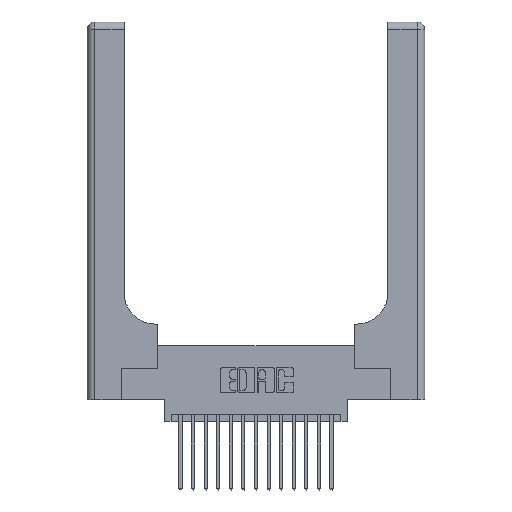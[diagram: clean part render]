
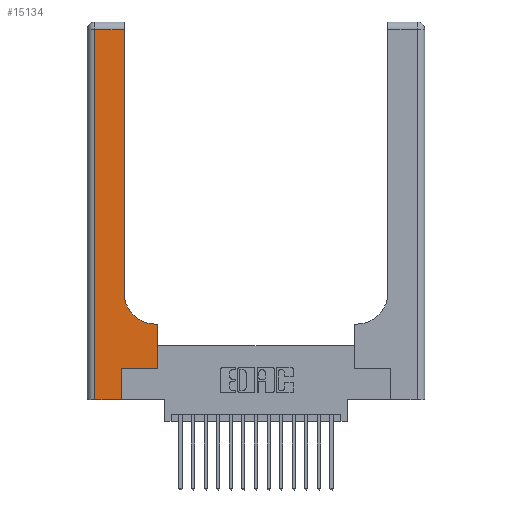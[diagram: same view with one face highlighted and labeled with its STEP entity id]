
A CAD part, top view. The second image highlights one B-rep face of the part: STEP entity #15134.
In plain terms, the highlighted planar face has unit normal (0, 0, 1).
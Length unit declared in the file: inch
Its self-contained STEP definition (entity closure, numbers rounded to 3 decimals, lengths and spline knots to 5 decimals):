
#217 = VERTEX_POINT ( 'NONE', #17251 ) ;
#368 = VECTOR ( 'NONE', #12414, 39.37008 ) ;
#470 = EDGE_CURVE ( 'NONE', #10365, #16725, #15386, .T. ) ;
#644 = DIRECTION ( 'NONE',  ( 1., 0., 0. ) ) ;
#955 = CARTESIAN_POINT ( 'NONE',  ( 0.5415, 0.6, 0.37 ) ) ;
#1188 = DIRECTION ( 'NONE',  ( -1., 0., 0. ) ) ;
#1568 = VERTEX_POINT ( 'NONE', #8045 ) ;
#1761 = ORIENTED_EDGE ( 'NONE', *, *, #7123, .T. ) ;
#2005 = ORIENTED_EDGE ( 'NONE', *, *, #15930, .T. ) ;
#2204 = VERTEX_POINT ( 'NONE', #955 ) ;
#2821 = VECTOR ( 'NONE', #11127, 39.37008 ) ;
#3064 = VERTEX_POINT ( 'NONE', #18956 ) ;
#3190 = EDGE_LOOP ( 'NONE', ( #2005, #18360, #11132, #8549, #16380, #9481, #17269, #1761, #10444 ) ) ;
#3241 = VERTEX_POINT ( 'NONE', #13703 ) ;
#3612 = CARTESIAN_POINT ( 'NONE',  ( 0.5415, 0.85, 0.37 ) ) ;
#3692 = VECTOR ( 'NONE', #16601, 39.37008 ) ;
#3852 = EDGE_CURVE ( 'NONE', #19201, #11939, #13692, .T. ) ;
#4560 = VECTOR ( 'NONE', #6889, 39.37008 ) ;
#5174 = DIRECTION ( 'NONE',  ( 1., 0., 0. ) ) ;
#5175 = VECTOR ( 'NONE', #1188, 39.37008 ) ;
#5728 = VECTOR ( 'NONE', #16472, 39.37008 ) ;
#5744 = CARTESIAN_POINT ( 'NONE',  ( 0.2915, 0.6, 0.37 ) ) ;
#6230 = CARTESIAN_POINT ( 'NONE',  ( 0.269, 0., 0.37 ) ) ;
#6402 = AXIS2_PLACEMENT_3D ( 'NONE', #3612, #14228, #5174 ) ;
#6889 = DIRECTION ( 'NONE',  ( 0., 1., 0. ) ) ;
#7123 = EDGE_CURVE ( 'NONE', #3241, #2204, #9605, .T. ) ;
#7254 = CARTESIAN_POINT ( 'NONE',  ( 0.269, 0.25, 0.37 ) ) ;
#7764 = CARTESIAN_POINT ( 'NONE',  ( 0.06, 3., 0.37 ) ) ;
#8045 = CARTESIAN_POINT ( 'NONE',  ( 0.269, 0., 0.37 ) ) ;
#8281 = CARTESIAN_POINT ( 'NONE',  ( 0.06, 2.94, 0.37 ) ) ;
#8428 = CARTESIAN_POINT ( 'NONE',  ( 0.5585, 0.25, 0.37 ) ) ;
#8549 = ORIENTED_EDGE ( 'NONE', *, *, #14216, .T. ) ;
#8589 = DIRECTION ( 'NONE',  ( 0., 0., -1. ) ) ;
#8912 = CARTESIAN_POINT ( 'NONE',  ( 0., 2.94, 0.37 ) ) ;
#9002 = EDGE_CURVE ( 'NONE', #11939, #217, #14443, .T. ) ;
#9481 = ORIENTED_EDGE ( 'NONE', *, *, #470, .T. ) ;
#9605 = LINE ( 'NONE', #5744, #10080 ) ;
#10080 = VECTOR ( 'NONE', #14737, 39.37008 ) ;
#10253 = LINE ( 'NONE', #15041, #5728 ) ;
#10365 = VERTEX_POINT ( 'NONE', #7254 ) ;
#10444 = ORIENTED_EDGE ( 'NONE', *, *, #13811, .T. ) ;
#11127 = DIRECTION ( 'NONE',  ( 0., -1., 0. ) ) ;
#11132 = ORIENTED_EDGE ( 'NONE', *, *, #9002, .T. ) ;
#11184 = FACE_OUTER_BOUND ( 'NONE', #3190, .T. ) ;
#11568 = PLANE ( 'NONE',  #13020 ) ;
#11834 = LINE ( 'NONE', #6230, #3692 ) ;
#11939 = VERTEX_POINT ( 'NONE', #8281 ) ;
#12180 = LINE ( 'NONE', #16736, #368 ) ;
#12414 = DIRECTION ( 'NONE',  ( 1., 0., 0. ) ) ;
#13014 = CARTESIAN_POINT ( 'NONE',  ( 0., 3., 0.37 ) ) ;
#13020 = AXIS2_PLACEMENT_3D ( 'NONE', #13014, #8589, #18803 ) ;
#13328 = EDGE_CURVE ( 'NONE', #16725, #3241, #16496, .T. ) ;
#13692 = LINE ( 'NONE', #8912, #5175 ) ;
#13703 = CARTESIAN_POINT ( 'NONE',  ( 0.5585, 0.6, 0.37 ) ) ;
#13811 = EDGE_CURVE ( 'NONE', #2204, #3064, #18932, .T. ) ;
#14216 = EDGE_CURVE ( 'NONE', #217, #1568, #12180, .T. ) ;
#14228 = DIRECTION ( 'NONE',  ( 0., 0., -1. ) ) ;
#14443 = LINE ( 'NONE', #7764, #2821 ) ;
#14737 = DIRECTION ( 'NONE',  ( -1., 0., 0. ) ) ;
#14939 = VECTOR ( 'NONE', #644, 39.37008 ) ;
#15041 = CARTESIAN_POINT ( 'NONE',  ( 0.2915, 3., 0.37 ) ) ;
#15134 = ADVANCED_FACE ( 'NONE', ( #11184 ), #11568, .F. ) ;
#15386 = LINE ( 'NONE', #17359, #14939 ) ;
#15930 = EDGE_CURVE ( 'NONE', #3064, #19201, #10253, .T. ) ;
#16380 = ORIENTED_EDGE ( 'NONE', *, *, #18141, .T. ) ;
#16472 = DIRECTION ( 'NONE',  ( 0., 1., 0. ) ) ;
#16496 = LINE ( 'NONE', #8428, #4560 ) ;
#16601 = DIRECTION ( 'NONE',  ( 0., 1., 0. ) ) ;
#16725 = VERTEX_POINT ( 'NONE', #18599 ) ;
#16736 = CARTESIAN_POINT ( 'NONE',  ( 0., 0., 0.37 ) ) ;
#17251 = CARTESIAN_POINT ( 'NONE',  ( 0.06, 0., 0.37 ) ) ;
#17269 = ORIENTED_EDGE ( 'NONE', *, *, #13328, .T. ) ;
#17359 = CARTESIAN_POINT ( 'NONE',  ( 0.269, 0.25, 0.37 ) ) ;
#17748 = CARTESIAN_POINT ( 'NONE',  ( 0.2915, 2.94, 0.37 ) ) ;
#18141 = EDGE_CURVE ( 'NONE', #1568, #10365, #11834, .T. ) ;
#18360 = ORIENTED_EDGE ( 'NONE', *, *, #3852, .T. ) ;
#18599 = CARTESIAN_POINT ( 'NONE',  ( 0.5585, 0.25, 0.37 ) ) ;
#18803 = DIRECTION ( 'NONE',  ( -1., 0., 0. ) ) ;
#18932 = CIRCLE ( 'NONE', #6402, 0.25 ) ;
#18956 = CARTESIAN_POINT ( 'NONE',  ( 0.2915, 0.85, 0.37 ) ) ;
#19201 = VERTEX_POINT ( 'NONE', #17748 ) ;
